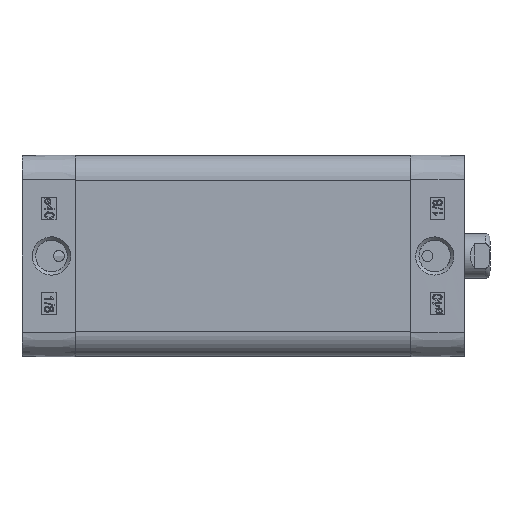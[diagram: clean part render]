
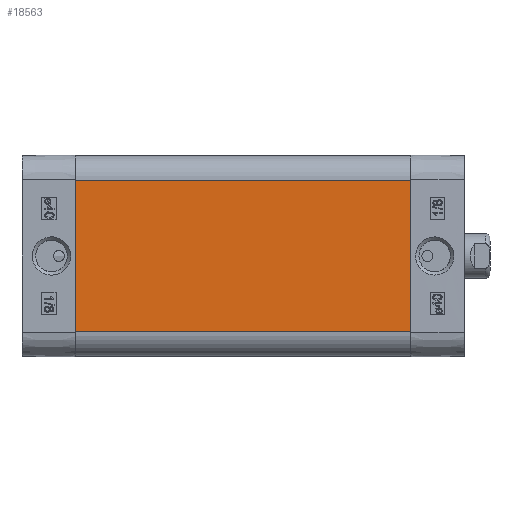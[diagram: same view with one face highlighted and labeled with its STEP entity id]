
A CAD part, left-side view. The second image highlights one B-rep face of the part: STEP entity #18563.
In plain terms, the highlighted planar face has unit normal (-1, 0, 0).
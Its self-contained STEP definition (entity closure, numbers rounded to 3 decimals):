
#14552=CARTESIAN_POINT('',(-27.25,-91.0,20.5));
#14553=VERTEX_POINT('',#14552);
#14561=CARTESIAN_POINT('',(-27.25,-91.0,-20.5));
#14562=VERTEX_POINT('',#14561);
#14563=CARTESIAN_POINT('',(-27.25,-91.0,-20.5));
#14564=DIRECTION('',(0.0,0.0,1.0));
#14565=VECTOR('',#14564,41.);
#14566=LINE('',#14563,#14565);
#14567=EDGE_CURVE('',#14562,#14553,#14566,.T.);
#18521=CARTESIAN_POINT('',(-27.25,0.0,-20.5));
#18522=VERTEX_POINT('',#18521);
#18523=CARTESIAN_POINT('',(-27.25,0.0,-20.5));
#18524=DIRECTION('',(0.0,-1.0,0.0));
#18525=VECTOR('',#18524,91.0);
#18526=LINE('',#18523,#18525);
#18527=EDGE_CURVE('',#18522,#14562,#18526,.T.);
#18540=CARTESIAN_POINT('',(-27.25,0.0,-20.5));
#18541=DIRECTION('',(-1.0,0.0,0.0));
#18542=DIRECTION('',(0.0,0.0,1.0));
#18543=AXIS2_PLACEMENT_3D('',#18540,#18541,#18542);
#18544=PLANE('',#18543);
#18545=ORIENTED_EDGE('',*,*,#14567,.T.);
#18546=CARTESIAN_POINT('',(-27.25,0.0,20.5));
#18547=VERTEX_POINT('',#18546);
#18548=CARTESIAN_POINT('',(-27.25,0.0,20.5));
#18549=DIRECTION('',(0.0,-1.0,0.0));
#18550=VECTOR('',#18549,91.0);
#18551=LINE('',#18548,#18550);
#18552=EDGE_CURVE('',#18547,#14553,#18551,.T.);
#18553=ORIENTED_EDGE('',*,*,#18552,.F.);
#18554=CARTESIAN_POINT('',(-27.25,0.0,-20.5));
#18555=DIRECTION('',(0.0,0.0,1.0));
#18556=VECTOR('',#18555,41.0);
#18557=LINE('',#18554,#18556);
#18558=EDGE_CURVE('',#18522,#18547,#18557,.T.);
#18559=ORIENTED_EDGE('',*,*,#18558,.F.);
#18560=ORIENTED_EDGE('',*,*,#18527,.T.);
#18561=EDGE_LOOP('',(#18545,#18553,#18559,#18560));
#18562=FACE_OUTER_BOUND('',#18561,.T.);
#18563=ADVANCED_FACE('',(#18562),#18544,.T.);
